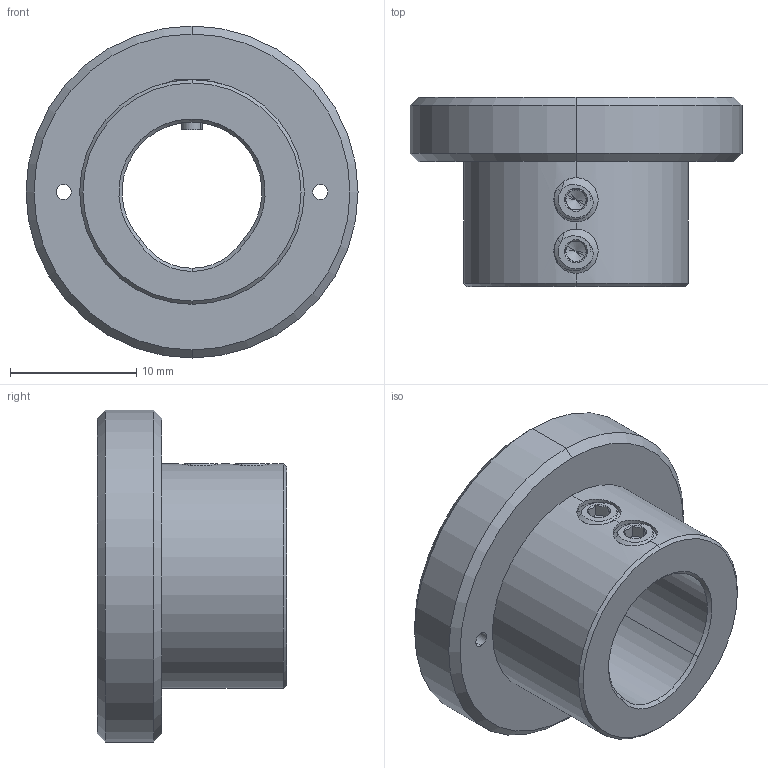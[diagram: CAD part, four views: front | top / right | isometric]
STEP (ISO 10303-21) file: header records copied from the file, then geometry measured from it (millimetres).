
FILE_DESCRIPTION (( 'STEP AP214' ), '1' );
FILE_NAME ('2314-E0W.step', '2022-04-27T13:17:33', ( '' ), ( '' ), 'SwSTEP 2.0', 'SolidWorks 2018', '' );
FILE_SCHEMA (( 'AUTOMOTIVE_DESIGN' ));
Length unit declared in the file: inch
Products named in the file (1): 2314-E0W
Bounding box: 26.29 x 14.99 x 26.29 mm (x, y, z)
Volume: 3651.7 mm3; surface area: 2506.6 mm2
Topology: 3 solids, 3 shells, 108 faces, 258 edges, 151 vertices
Faces by surface type: cone 40, cylinder 31, plane 31, bspline 6
Entity records: 6293 total; most frequent: CARTESIAN_POINT 2496, ORIENTED_EDGE 508, DIRECTION 459, EDGE_CURVE 254, AXIS2_PLACEMENT_3D 184, VERTEX_POINT 151, EDGE_LOOP 117, UNCERTAINTY_MEASURE_WITH_UNIT 113
